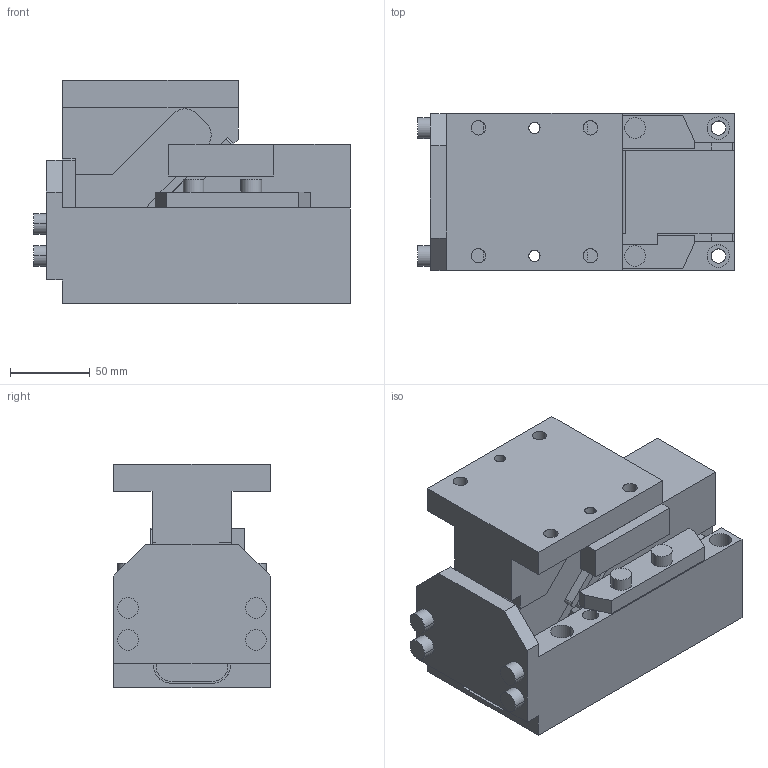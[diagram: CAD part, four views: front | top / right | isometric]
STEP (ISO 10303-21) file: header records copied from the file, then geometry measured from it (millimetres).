
FILE_DESCRIPTION(('CATIA V5 STEP Exchange'),'2;1');
FILE_NAME('CDCA_52_00_60.stp','2016-04-25T14:42:21+00:00',('none'),('none'),'CATIA Version 5 Release 20 GA (IN-10)','CATIA V5 STEP AP203','none');
FILE_SCHEMA(('CONFIG_CONTROL_DESIGN'));
Length unit declared in the file: millimetre
Products named in the file (1): CDCA_52_00_60
Bounding box: 198 x 98 x 140 mm (x, y, z)
Volume: 1621579.4 mm3; surface area: 222256 mm2
Topology: 3 solids, 3 shells, 221 faces, 602 edges, 401 vertices
Faces by surface type: plane 156, cylinder 65
Entity records: 6995 total; most frequent: CARTESIAN_POINT 1586, ORIENTED_EDGE 1204, DIRECTION 902, EDGE_CURVE 602, VECTOR 441, LINE 441, VERTEX_POINT 401, AXIS2_PLACEMENT_3D 278
